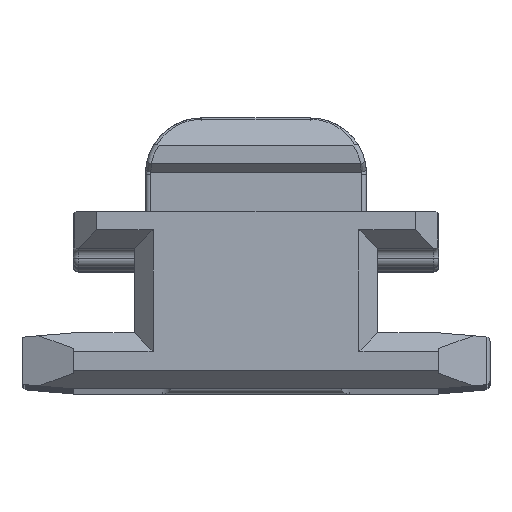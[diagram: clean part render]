
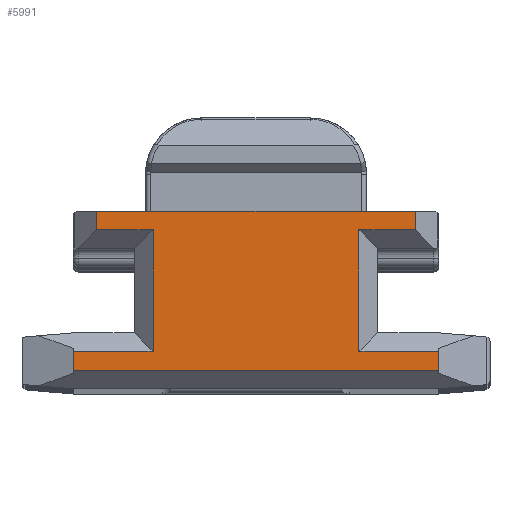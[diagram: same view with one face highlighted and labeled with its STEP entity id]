
A CAD part, top view. The second image highlights one B-rep face of the part: STEP entity #5991.
In plain terms, the highlighted planar face has unit normal (0, 0, 1).
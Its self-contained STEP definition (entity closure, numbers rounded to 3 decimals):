
#677 = CARTESIAN_POINT ( 'NONE',  ( 8.5, 0., 0. ) ) ;
#686 = CARTESIAN_POINT ( 'NONE',  ( -8.5, 0., 0. ) ) ;
#740 = CARTESIAN_POINT ( 'NONE',  ( -8.5, -1., 0. ) ) ;
#3755 = CARTESIAN_POINT ( 'NONE',  ( 9.754, -7.5, 0. ) ) ;
#3764 = CARTESIAN_POINT ( 'NONE',  ( -9.754, -8.5, 0. ) ) ;
#3766 = CARTESIAN_POINT ( 'NONE',  ( 5.5, -7.5, 0. ) ) ;
#3768 = CARTESIAN_POINT ( 'NONE',  ( 9.754, -8.5, 0. ) ) ;
#3782 = CARTESIAN_POINT ( 'NONE',  ( -9.754, -7.5, 0. ) ) ;
#3790 = CARTESIAN_POINT ( 'NONE',  ( -5.5, -1., 0. ) ) ;
#3794 = CARTESIAN_POINT ( 'NONE',  ( 5.5, -1., 0. ) ) ;
#3795 = CARTESIAN_POINT ( 'NONE',  ( 8.5, -1., 0. ) ) ;
#3797 = CARTESIAN_POINT ( 'NONE',  ( -5.5, -7.5, 0. ) ) ;
#5690 = EDGE_CURVE ( 'NONE', #17531, #17544, #17950, .T. ) ;
#5709 = EDGE_CURVE ( 'NONE', #17558, #17540, #17986, .T. ) ;
#5765 = EDGE_CURVE ( 'NONE', #17531, #17542, #18098, .T. ) ;
#5766 = EDGE_CURVE ( 'NONE', #17542, #17570, #18100, .T. ) ;
#5767 = EDGE_CURVE ( 'NONE', #17570, #17571, #18102, .T. ) ;
#5768 = EDGE_CURVE ( 'NONE', #17571, #14775, #18104, .T. ) ;
#5769 = EDGE_CURVE ( 'NONE', #14838, #17566, #18106, .T. ) ;
#5770 = EDGE_CURVE ( 'NONE', #17566, #17573, #18108, .T. ) ;
#5771 = EDGE_CURVE ( 'NONE', #17573, #17558, #18110, .T. ) ;
#5772 = EDGE_CURVE ( 'NONE', #17540, #17544, #18112, .T. ) ;
#5991 = ADVANCED_FACE ( 'NONE', ( #18955 ), #20390, .F. ) ;
#8870 = EDGE_LOOP ( 'NONE', ( #32100, #32134, #32126, #32071, #32146, #32150, #32090, #32098, #32109, #32124, #32161, #32093 ) ) ;
#9666 = EDGE_CURVE ( 'NONE', #14784, #14775, #24031, .T. ) ;
#9765 = EDGE_CURVE ( 'NONE', #14784, #14838, #24190, .T. ) ;
#14775 = VERTEX_POINT ( 'NONE', #677 ) ;
#14784 = VERTEX_POINT ( 'NONE', #686 ) ;
#14838 = VERTEX_POINT ( 'NONE', #740 ) ;
#16857 = AXIS2_PLACEMENT_3D ( 'NONE', #20383, #20392, #20393 ) ;
#17531 = VERTEX_POINT ( 'NONE', #3755 ) ;
#17540 = VERTEX_POINT ( 'NONE', #3764 ) ;
#17542 = VERTEX_POINT ( 'NONE', #3766 ) ;
#17544 = VERTEX_POINT ( 'NONE', #3768 ) ;
#17558 = VERTEX_POINT ( 'NONE', #3782 ) ;
#17566 = VERTEX_POINT ( 'NONE', #3790 ) ;
#17570 = VERTEX_POINT ( 'NONE', #3794 ) ;
#17571 = VERTEX_POINT ( 'NONE', #3795 ) ;
#17573 = VERTEX_POINT ( 'NONE', #3797 ) ;
#17950 = LINE ( 'NONE', #18478, #17959 ) ;
#17959 = VECTOR ( 'NONE', #18495, 1000. ) ;
#17986 = LINE ( 'NONE', #18540, #17989 ) ;
#17989 = VECTOR ( 'NONE', #18542, 1000. ) ;
#18098 = LINE ( 'NONE', #18651, #18101 ) ;
#18100 = LINE ( 'NONE', #18653, #18103 ) ;
#18101 = VECTOR ( 'NONE', #18652, 1000. ) ;
#18102 = LINE ( 'NONE', #18655, #18105 ) ;
#18103 = VECTOR ( 'NONE', #18654, 1000. ) ;
#18104 = LINE ( 'NONE', #18657, #18107 ) ;
#18105 = VECTOR ( 'NONE', #18656, 1000. ) ;
#18106 = LINE ( 'NONE', #18659, #18109 ) ;
#18107 = VECTOR ( 'NONE', #18658, 1000. ) ;
#18108 = LINE ( 'NONE', #18661, #18111 ) ;
#18109 = VECTOR ( 'NONE', #18660, 1000. ) ;
#18110 = LINE ( 'NONE', #18663, #18113 ) ;
#18111 = VECTOR ( 'NONE', #18662, 1000. ) ;
#18112 = LINE ( 'NONE', #18665, #18115 ) ;
#18113 = VECTOR ( 'NONE', #18664, 1000. ) ;
#18115 = VECTOR ( 'NONE', #18666, 1000. ) ;
#18478 = CARTESIAN_POINT ( 'NONE',  ( 9.754, -6.5, 0. ) ) ;
#18495 = DIRECTION ( 'NONE',  ( 0., -1., 0. ) ) ;
#18540 = CARTESIAN_POINT ( 'NONE',  ( -9.754, -6.5, 0. ) ) ;
#18542 = DIRECTION ( 'NONE',  ( 0., -1., 0. ) ) ;
#18651 = CARTESIAN_POINT ( 'NONE',  ( 4., -7.5, 0. ) ) ;
#18652 = DIRECTION ( 'NONE',  ( -1., 0., 0. ) ) ;
#18653 = CARTESIAN_POINT ( 'NONE',  ( 5.5, -2.5, 0. ) ) ;
#18654 = DIRECTION ( 'NONE',  ( 0., 1., 0. ) ) ;
#18655 = CARTESIAN_POINT ( 'NONE',  ( 4., -1., 0. ) ) ;
#18656 = DIRECTION ( 'NONE',  ( 1., 0., 0. ) ) ;
#18657 = CARTESIAN_POINT ( 'NONE',  ( 8.5, -2.5, 0. ) ) ;
#18658 = DIRECTION ( 'NONE',  ( 0., 1., 0. ) ) ;
#18659 = CARTESIAN_POINT ( 'NONE',  ( -6.5, -1., 0. ) ) ;
#18660 = DIRECTION ( 'NONE',  ( 1., 0., 0. ) ) ;
#18661 = CARTESIAN_POINT ( 'NONE',  ( -5.5, -6.5, 0. ) ) ;
#18662 = DIRECTION ( 'NONE',  ( 0., -1., 0. ) ) ;
#18663 = CARTESIAN_POINT ( 'NONE',  ( -9.754, -7.5, 0. ) ) ;
#18664 = DIRECTION ( 'NONE',  ( -1., 0., 0. ) ) ;
#18665 = CARTESIAN_POINT ( 'NONE',  ( 9.754, -8.5, 0. ) ) ;
#18666 = DIRECTION ( 'NONE',  ( 1., 0., 0. ) ) ;
#18955 = FACE_OUTER_BOUND ( 'NONE', #8870, .T. ) ;
#20383 = CARTESIAN_POINT ( 'NONE',  ( 4., -2.5, 0. ) ) ;
#20390 = PLANE ( 'NONE',  #16857 ) ;
#20392 = DIRECTION ( 'NONE',  ( 0., 0., -1. ) ) ;
#20393 = DIRECTION ( 'NONE',  ( -1., 0., 0. ) ) ;
#24031 = LINE ( 'NONE', #28051, #24034 ) ;
#24034 = VECTOR ( 'NONE', #28052, 1000. ) ;
#24190 = LINE ( 'NONE', #28288, #24192 ) ;
#24192 = VECTOR ( 'NONE', #28289, 1000. ) ;
#28051 = CARTESIAN_POINT ( 'NONE',  ( -10., 0., 0. ) ) ;
#28052 = DIRECTION ( 'NONE',  ( 1., 0., 0. ) ) ;
#28288 = CARTESIAN_POINT ( 'NONE',  ( -8.5, -2., 0. ) ) ;
#28289 = DIRECTION ( 'NONE',  ( 0., -1., 0. ) ) ;
#32071 = ORIENTED_EDGE ( 'NONE', *, *, #5767, .T. ) ;
#32090 = ORIENTED_EDGE ( 'NONE', *, *, #9765, .T. ) ;
#32093 = ORIENTED_EDGE ( 'NONE', *, *, #5772, .T. ) ;
#32098 = ORIENTED_EDGE ( 'NONE', *, *, #5769, .T. ) ;
#32100 = ORIENTED_EDGE ( 'NONE', *, *, #5690, .F. ) ;
#32109 = ORIENTED_EDGE ( 'NONE', *, *, #5770, .T. ) ;
#32124 = ORIENTED_EDGE ( 'NONE', *, *, #5771, .T. ) ;
#32126 = ORIENTED_EDGE ( 'NONE', *, *, #5766, .T. ) ;
#32134 = ORIENTED_EDGE ( 'NONE', *, *, #5765, .T. ) ;
#32146 = ORIENTED_EDGE ( 'NONE', *, *, #5768, .T. ) ;
#32150 = ORIENTED_EDGE ( 'NONE', *, *, #9666, .F. ) ;
#32161 = ORIENTED_EDGE ( 'NONE', *, *, #5709, .T. ) ;
